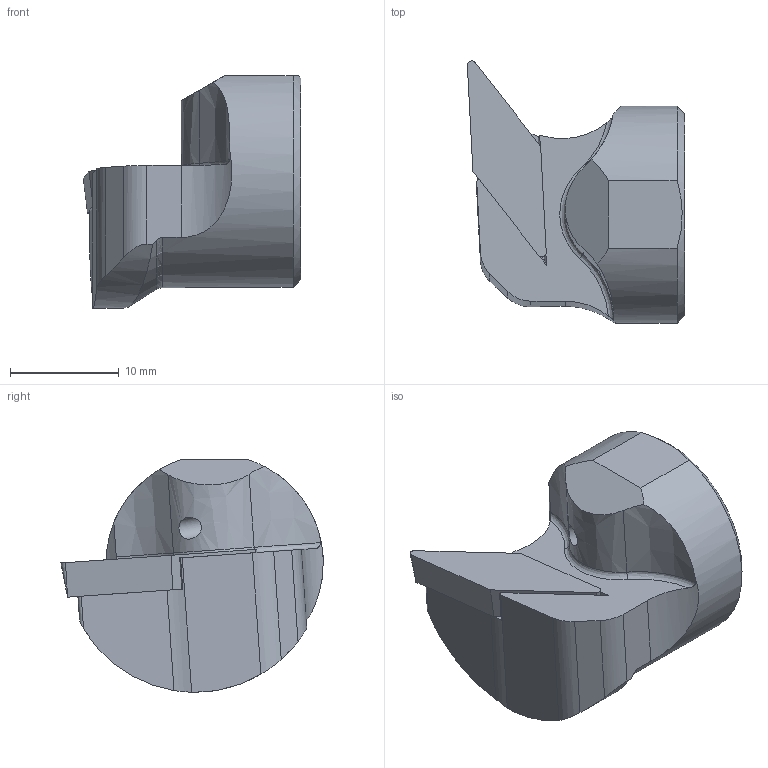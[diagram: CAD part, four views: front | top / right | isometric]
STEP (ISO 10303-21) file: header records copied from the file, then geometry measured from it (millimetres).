
FILE_DESCRIPTION(/* description */ (''),/* implementation_level */ '2;1');
FILE_NAME(/* name */ 'ATTC-A20-SVUCL-11.stp',/* time_stamp */ '2023-11-21T16:35:28+03:00',/* author */ (''),/* organization */ (''),/* preprocessor_version */ 'ST-DEVELOPER v19.4',/* originating_system */ 'SIEMENS PLM Software NX2306.3001',/* authorisation */ '');
FILE_SCHEMA (('AUTOMOTIVE_DESIGN { 1 0 10303 214 3 1 1 1 }'));
Length unit declared in the file: millimetre
Products named in the file (1): model1
Bounding box: 20 x 24.14 x 21.4 mm (x, y, z)
Volume: 4398.5 mm3; surface area: 1977.2 mm2
Topology: 2 solids, 2 shells, 43 faces, 113 edges, 74 vertices
Faces by surface type: plane 20, cylinder 11, cone 5, extrusion 3, bspline 3, torus 1
Full cylindrical faces by diameter (mm): 2 x1
Entity records: 1592 total; most frequent: CARTESIAN_POINT 500, ORIENTED_EDGE 216, DIRECTION 193, EDGE_CURVE 108, VERTEX_POINT 73, AXIS2_PLACEMENT_3D 70, VECTOR 53, LINE 50
